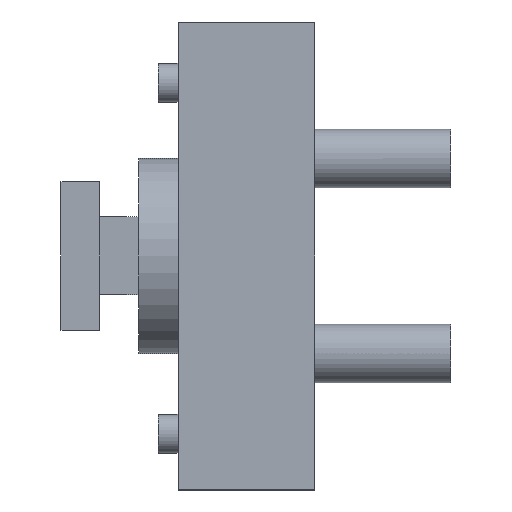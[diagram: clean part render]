
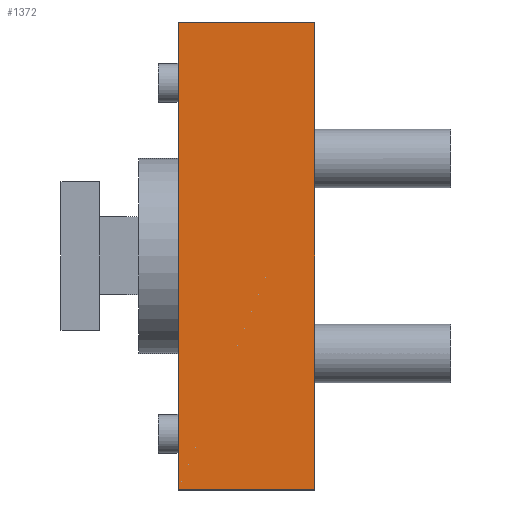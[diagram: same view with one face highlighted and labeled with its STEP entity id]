
A CAD part, left-side view. The second image highlights one B-rep face of the part: STEP entity #1372.
In plain terms, the highlighted planar face has unit normal (-1, 0, 0).
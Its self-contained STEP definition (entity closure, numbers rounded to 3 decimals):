
#38 = ORIENTED_EDGE ( 'NONE', *, *, #537, .T. ) ;
#82 = VECTOR ( 'NONE', #128, 1000. ) ;
#99 = CARTESIAN_POINT ( 'NONE',  ( -6., 3.5, -6. ) ) ;
#100 = CARTESIAN_POINT ( 'NONE',  ( -6., 0., -6. ) ) ;
#121 = CARTESIAN_POINT ( 'NONE',  ( -6., 0., 6. ) ) ;
#128 = DIRECTION ( 'NONE',  ( 0., 0., 1. ) ) ;
#146 = CARTESIAN_POINT ( 'NONE',  ( -6., 3.5, 6. ) ) ;
#170 = EDGE_CURVE ( 'NONE', #287, #192, #1144, .T. ) ;
#192 = VERTEX_POINT ( 'NONE', #740 ) ;
#220 = VECTOR ( 'NONE', #728, 1000. ) ;
#269 = CARTESIAN_POINT ( 'NONE',  ( -6., 0., 2.5 ) ) ;
#287 = VERTEX_POINT ( 'NONE', #99 ) ;
#292 = ORIENTED_EDGE ( 'NONE', *, *, #170, .F. ) ;
#344 = ORIENTED_EDGE ( 'NONE', *, *, #1159, .T. ) ;
#418 = LINE ( 'NONE', #738, #1350 ) ;
#423 = LINE ( 'NONE', #736, #220 ) ;
#447 = VERTEX_POINT ( 'NONE', #1415 ) ;
#492 = CARTESIAN_POINT ( 'NONE',  ( -6., 0., -2.5 ) ) ;
#537 = EDGE_CURVE ( 'NONE', #1410, #854, #423, .T. ) ;
#568 = ORIENTED_EDGE ( 'NONE', *, *, #1286, .T. ) ;
#603 = DIRECTION ( 'NONE',  ( 0., -1., 0. ) ) ;
#617 = DIRECTION ( 'NONE',  ( 0., 0., 1. ) ) ;
#672 = LINE ( 'NONE', #1233, #1143 ) ;
#677 = CARTESIAN_POINT ( 'NONE',  ( -6., 3.5, 6. ) ) ;
#728 = DIRECTION ( 'NONE',  ( 0., 0., 1. ) ) ;
#736 = CARTESIAN_POINT ( 'NONE',  ( -6., 0., 6. ) ) ;
#738 = CARTESIAN_POINT ( 'NONE',  ( -6., 3.5, -6. ) ) ;
#740 = CARTESIAN_POINT ( 'NONE',  ( -6., 3.5, 6. ) ) ;
#818 = EDGE_CURVE ( 'NONE', #192, #447, #672, .T. ) ;
#837 = DIRECTION ( 'NONE',  ( 0., 0., 1. ) ) ;
#854 = VERTEX_POINT ( 'NONE', #492 ) ;
#868 = VERTEX_POINT ( 'NONE', #269 ) ;
#915 = VECTOR ( 'NONE', #837, 1000. ) ;
#935 = DIRECTION ( 'NONE',  ( 0., 0., -1. ) ) ;
#1052 = PLANE ( 'NONE',  #1340 ) ;
#1131 = EDGE_CURVE ( 'NONE', #854, #868, #1245, .T. ) ;
#1143 = VECTOR ( 'NONE', #603, 1000. ) ;
#1144 = LINE ( 'NONE', #146, #1206 ) ;
#1159 = EDGE_CURVE ( 'NONE', #868, #447, #1476, .T. ) ;
#1206 = VECTOR ( 'NONE', #617, 1000. ) ;
#1233 = CARTESIAN_POINT ( 'NONE',  ( -6., 3.5, 6. ) ) ;
#1245 = LINE ( 'NONE', #1308, #82 ) ;
#1258 = ORIENTED_EDGE ( 'NONE', *, *, #1131, .T. ) ;
#1286 = EDGE_CURVE ( 'NONE', #287, #1410, #418, .T. ) ;
#1308 = CARTESIAN_POINT ( 'NONE',  ( -6., 0., 6. ) ) ;
#1340 = AXIS2_PLACEMENT_3D ( 'NONE', #677, #1520, #935 ) ;
#1344 = EDGE_LOOP ( 'NONE', ( #38, #1258, #344, #1509, #292, #568 ) ) ;
#1350 = VECTOR ( 'NONE', #1461, 1000. ) ;
#1372 = ADVANCED_FACE ( 'NONE', ( #1441 ), #1052, .F. ) ;
#1410 = VERTEX_POINT ( 'NONE', #100 ) ;
#1415 = CARTESIAN_POINT ( 'NONE',  ( -6., 0., 6. ) ) ;
#1441 = FACE_OUTER_BOUND ( 'NONE', #1344, .T. ) ;
#1461 = DIRECTION ( 'NONE',  ( 0., -1., 0. ) ) ;
#1476 = LINE ( 'NONE', #121, #915 ) ;
#1509 = ORIENTED_EDGE ( 'NONE', *, *, #818, .F. ) ;
#1520 = DIRECTION ( 'NONE',  ( 1., 0., 0. ) ) ;
